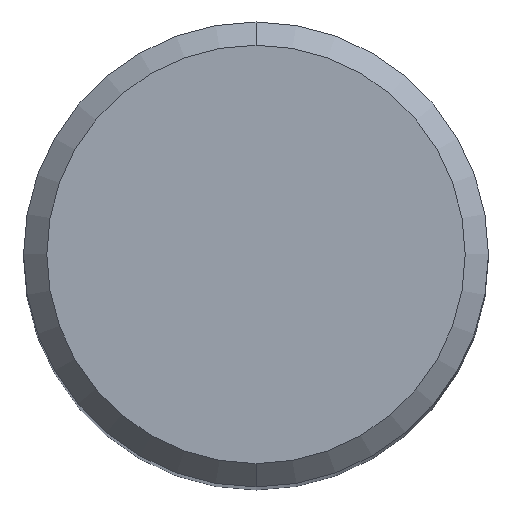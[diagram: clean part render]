
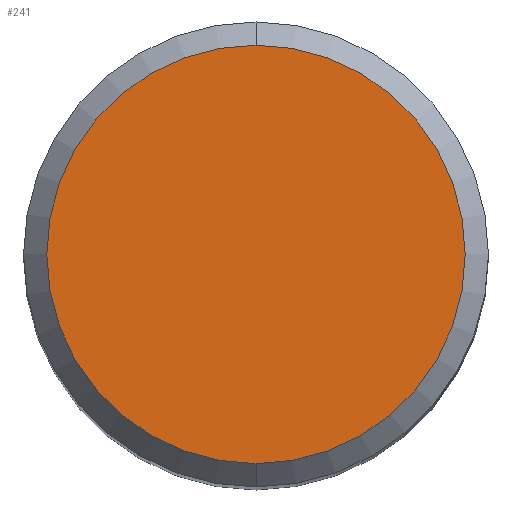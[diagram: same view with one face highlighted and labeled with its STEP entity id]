
A CAD part, top view. The second image highlights one B-rep face of the part: STEP entity #241.
In plain terms, the highlighted planar face has unit normal (0, 0, 1).
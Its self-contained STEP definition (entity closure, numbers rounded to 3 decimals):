
#219=VERTEX_POINT('',#513);
#241=ADVANCED_FACE('',(#536),#537,.T.);
#263=VERTEX_POINT('',#561);
#265=EDGE_CURVE('',#263,#219,#563,.T.);
#413=EDGE_CURVE('',#219,#263,#728,.T.);
#513=CARTESIAN_POINT('',(0.0,4.5,0.0));
#536=FACE_OUTER_BOUND('',#910,.T.);
#537=PLANE('',#911);
#561=CARTESIAN_POINT('',(0.,-4.5,0.0));
#563=CIRCLE('',#998,4.5);
#728=CIRCLE('',#1359,4.5);
#910=EDGE_LOOP('',(#1485,#1486));
#911=AXIS2_PLACEMENT_3D('',#1487,#1488,#1489);
#998=AXIS2_PLACEMENT_3D('',#1512,#1513,#1514);
#1359=AXIS2_PLACEMENT_3D('',#1710,#1711,#1712);
#1485=ORIENTED_EDGE('',*,*,#413,.F.);
#1486=ORIENTED_EDGE('',*,*,#265,.F.);
#1487=CARTESIAN_POINT('',(0.0,2.25,0.0));
#1488=DIRECTION('',(-0.0,0.0,1.0));
#1489=DIRECTION('',(0.0,-1.0,0.0));
#1512=CARTESIAN_POINT('',(0.0,0.0,0.0));
#1513=DIRECTION('',(0.0,0.0,-1.0));
#1514=DIRECTION('',(0.0,1.0,0.0));
#1710=CARTESIAN_POINT('',(0.0,0.0,0.0));
#1711=DIRECTION('',(0.0,0.0,-1.0));
#1712=DIRECTION('',(0.0,1.0,0.0));
